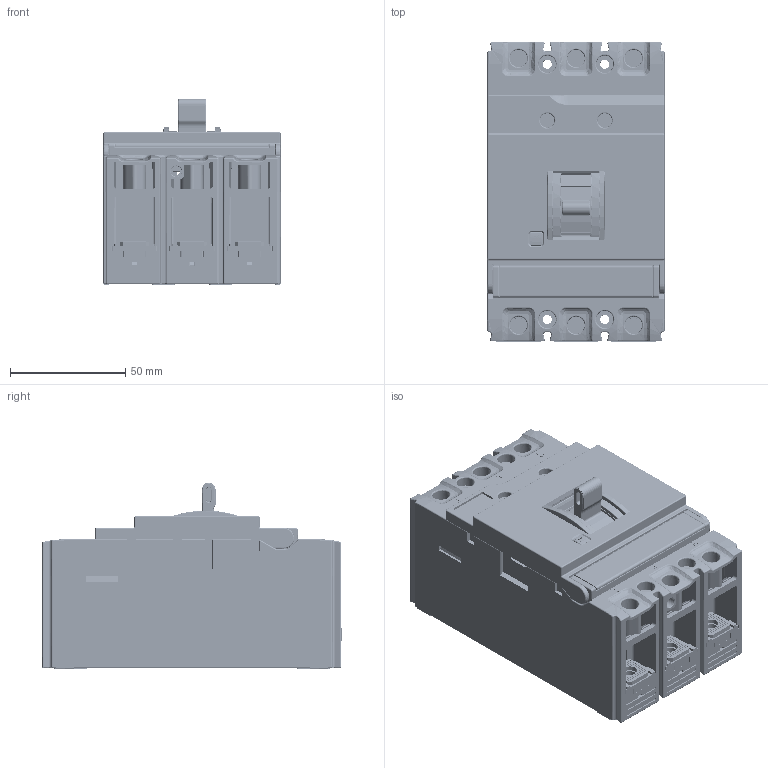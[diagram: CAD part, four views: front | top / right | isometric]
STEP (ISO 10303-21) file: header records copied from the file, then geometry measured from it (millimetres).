
FILE_DESCRIPTION (( 'STEP AP203' ), '1' );
FILE_NAME ('AV POWER-1-3-mccb-13-16-(20-25-32-40-50-63-80-100-125-160)TR-av.STEP', '2022-08-17T05:39:13', ( '' ), ( '' ), 'SwSTEP 2.0', 'SolidWorks 2021', '' );
FILE_SCHEMA (( 'CONFIG_CONTROL_DESIGN' ));
Products named in the file (1): AV POWER-1-3-mccb-13-16-(20-25-32-40-50-63-80-100-125-160)TR-av
Bounding box: 77 x 130.13 x 81.1 mm (x, y, z)
Volume: 204259.3 mm3; surface area: 202357.8 mm2
Topology: 38 solids, 38 shells, 7051 faces, 19089 edges, 12179 vertices
Faces by surface type: plane 3596, cylinder 2441, bspline 906, cone 86, torus 22
Entity records: 284725 total; most frequent: CARTESIAN_POINT 118550, ORIENTED_EDGE 37914, DIRECTION 29508, EDGE_CURVE 18957, VERTEX_POINT 12179, VECTOR 11566, LINE 11566, AXIS2_PLACEMENT_3D 8971
